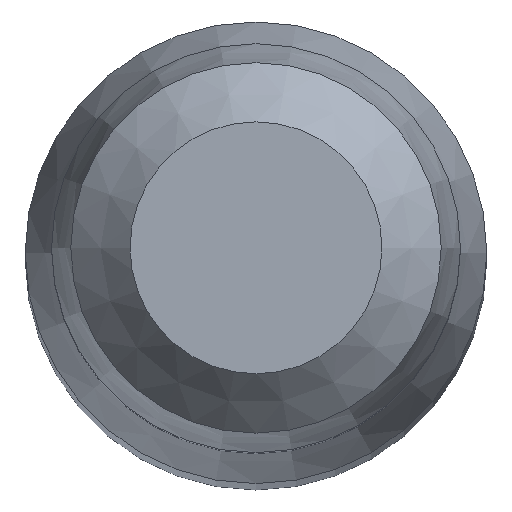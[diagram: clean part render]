
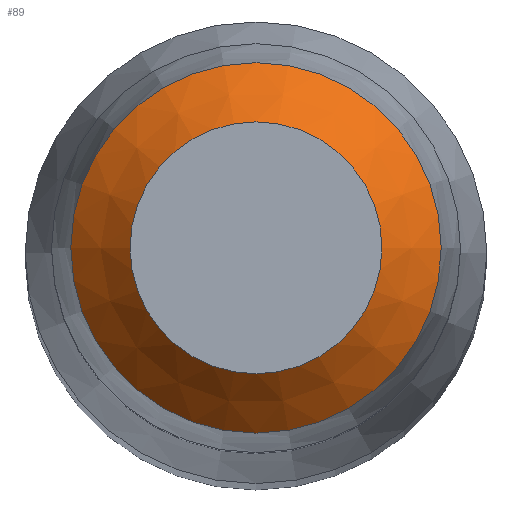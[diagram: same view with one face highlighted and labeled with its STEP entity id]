
A CAD part, top view. The second image highlights one B-rep face of the part: STEP entity #89.
In plain terms, the highlighted conical face has half-angle 45 degrees and reference radius 1.78 mm.
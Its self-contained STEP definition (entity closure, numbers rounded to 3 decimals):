
#89=ADVANCED_FACE('',(#118,#119),#95,.T.);
#95=CONICAL_SURFACE('',#728,1.78,45.);
#118=FACE_BOUND('',#152,.T.);
#119=FACE_BOUND('',#153,.T.);
#152=EDGE_LOOP('',(#224));
#153=EDGE_LOOP('',(#225));
#224=ORIENTED_EDGE('',*,*,#288,.F.);
#225=ORIENTED_EDGE('',*,*,#289,.F.);
#252=VERTEX_POINT('',#1026);
#253=VERTEX_POINT('',#1029);
#288=EDGE_CURVE('',#252,#252,#304,.T.);
#289=EDGE_CURVE('',#253,#253,#305,.T.);
#304=CIRCLE('',#724,1.404);
#305=CIRCLE('',#726,0.955);
#724=AXIS2_PLACEMENT_3D('',#1025,#863,#864);
#726=AXIS2_PLACEMENT_3D('',#1028,#867,#868);
#728=AXIS2_PLACEMENT_3D('',#1031,#871,#872);
#863=DIRECTION('',(0.,0.,-1.));
#864=DIRECTION('',(1.,0.,0.));
#867=DIRECTION('',(0.,0.,1.));
#868=DIRECTION('',(-1.,0.,0.));
#871=DIRECTION('',(0.,0.,-1.));
#872=DIRECTION('',(-1.,0.,0.));
#1025=CARTESIAN_POINT('',(0.,0.,55.751));
#1026=CARTESIAN_POINT('',(1.404,0.,55.751));
#1028=CARTESIAN_POINT('',(0.,0.,56.2));
#1029=CARTESIAN_POINT('',(-0.955,0.,56.2));
#1031=CARTESIAN_POINT('',(0.,0.,55.375));
